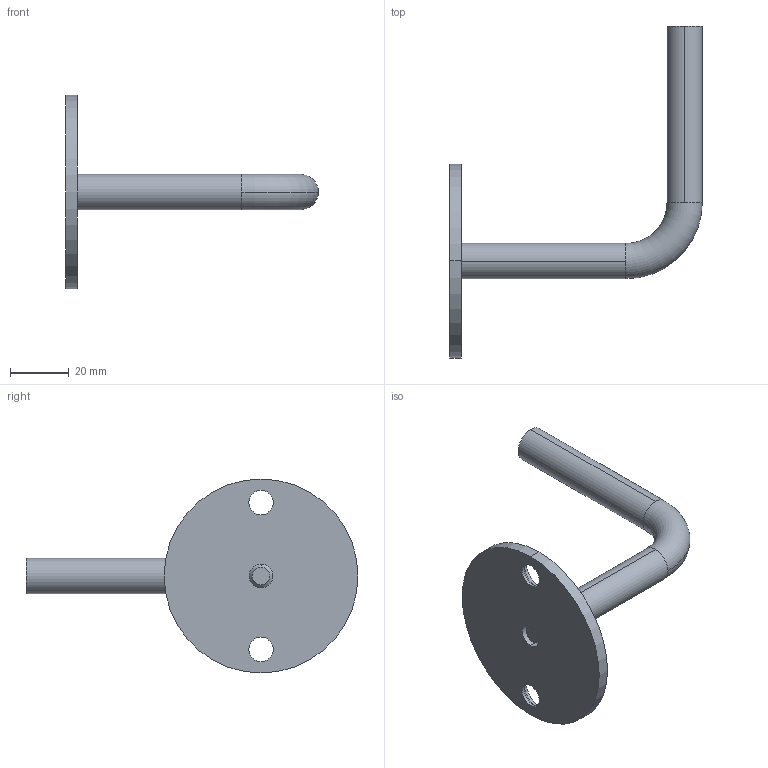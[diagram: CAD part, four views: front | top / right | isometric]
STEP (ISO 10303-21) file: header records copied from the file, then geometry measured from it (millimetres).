
FILE_DESCRIPTION (( 'STEP AP203' ), '1' );
FILE_NAME ('A_0114-070-M6.STEP', '2022-12-09T09:56:58', ( '' ), ( '' ), 'SwSTEP 2.0', 'SolidWorks 2019', '' );
FILE_SCHEMA (( 'CONFIG_CONTROL_DESIGN' ));
Length unit declared in the file: millimetre
Products named in the file (3): A_0114-070-M6.P2_Default<Jako obrobenì>; A_0114-070-M6.P1_Default<Jako obrobenì>; A_0114-070-M6
Assembly tree (2 placements, depth 2):
  A_0114-070-M6
    A_0114-070-M6.P2_Default<Jako obrobenì>
    A_0114-070-M6.P1_Default<Jako obrobenì>
Bounding box: 86 x 113 x 66 mm (x, y, z)
Volume: 45698.5 mm3; surface area: 19830.4 mm2
Topology: 3 solids, 3 shells, 56 faces, 124 edges, 74 vertices
Faces by surface type: cylinder 28, cone 16, plane 8, torus 4
Entity records: 1851 total; most frequent: DIRECTION 318, CARTESIAN_POINT 255, ORIENTED_EDGE 240, AXIS2_PLACEMENT_3D 137, EDGE_CURVE 120, CIRCLE 76, VERTEX_POINT 74, EDGE_LOOP 66
